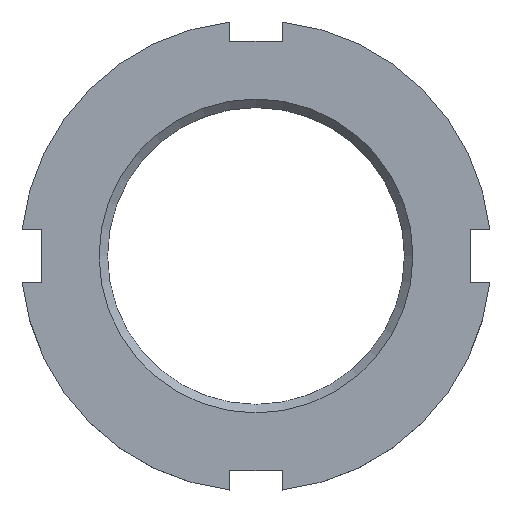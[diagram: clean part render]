
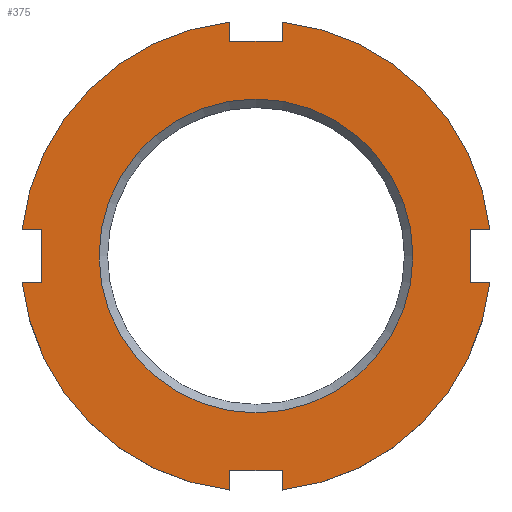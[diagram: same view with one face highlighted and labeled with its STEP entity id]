
A CAD part, top view. The second image highlights one B-rep face of the part: STEP entity #375.
In plain terms, the highlighted planar face has unit normal (0, 0, 1).
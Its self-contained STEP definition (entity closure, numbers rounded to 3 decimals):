
#40=LINE('',#549,#68);
#41=LINE('',#552,#69);
#42=LINE('',#556,#70);
#43=LINE('',#558,#71);
#44=LINE('',#560,#72);
#45=LINE('',#564,#73);
#46=LINE('',#566,#74);
#47=LINE('',#568,#75);
#48=LINE('',#572,#76);
#49=LINE('',#574,#77);
#50=LINE('',#576,#78);
#51=LINE('',#580,#79);
#68=VECTOR('',#451,1000.);
#69=VECTOR('',#452,1000.);
#70=VECTOR('',#455,1000.);
#71=VECTOR('',#456,1000.);
#72=VECTOR('',#457,1000.);
#73=VECTOR('',#460,1000.);
#74=VECTOR('',#461,1000.);
#75=VECTOR('',#462,1000.);
#76=VECTOR('',#465,1000.);
#77=VECTOR('',#466,1000.);
#78=VECTOR('',#467,1000.);
#79=VECTOR('',#470,1000.);
#96=ORIENTED_EDGE('',*,*,#202,.T.);
#97=ORIENTED_EDGE('',*,*,#203,.T.);
#98=ORIENTED_EDGE('',*,*,#204,.T.);
#99=ORIENTED_EDGE('',*,*,#205,.F.);
#100=ORIENTED_EDGE('',*,*,#206,.T.);
#101=ORIENTED_EDGE('',*,*,#207,.T.);
#102=ORIENTED_EDGE('',*,*,#208,.T.);
#103=ORIENTED_EDGE('',*,*,#209,.F.);
#104=ORIENTED_EDGE('',*,*,#210,.T.);
#105=ORIENTED_EDGE('',*,*,#211,.T.);
#106=ORIENTED_EDGE('',*,*,#212,.T.);
#107=ORIENTED_EDGE('',*,*,#213,.F.);
#108=ORIENTED_EDGE('',*,*,#214,.T.);
#109=ORIENTED_EDGE('',*,*,#215,.T.);
#110=ORIENTED_EDGE('',*,*,#216,.T.);
#111=ORIENTED_EDGE('',*,*,#217,.F.);
#112=ORIENTED_EDGE('',*,*,#218,.T.);
#202=EDGE_CURVE('',#255,#255,#292,.T.);
#203=EDGE_CURVE('',#256,#257,#40,.T.);
#204=EDGE_CURVE('',#257,#258,#41,.T.);
#205=EDGE_CURVE('',#259,#258,#293,.T.);
#206=EDGE_CURVE('',#259,#260,#42,.T.);
#207=EDGE_CURVE('',#260,#261,#43,.T.);
#208=EDGE_CURVE('',#261,#262,#44,.T.);
#209=EDGE_CURVE('',#263,#262,#294,.T.);
#210=EDGE_CURVE('',#263,#264,#45,.T.);
#211=EDGE_CURVE('',#264,#265,#46,.T.);
#212=EDGE_CURVE('',#265,#266,#47,.T.);
#213=EDGE_CURVE('',#267,#266,#295,.T.);
#214=EDGE_CURVE('',#267,#268,#48,.T.);
#215=EDGE_CURVE('',#268,#269,#49,.T.);
#216=EDGE_CURVE('',#269,#270,#50,.T.);
#217=EDGE_CURVE('',#271,#270,#296,.T.);
#218=EDGE_CURVE('',#271,#256,#51,.T.);
#255=VERTEX_POINT('',#548);
#256=VERTEX_POINT('',#550);
#257=VERTEX_POINT('',#551);
#258=VERTEX_POINT('',#553);
#259=VERTEX_POINT('',#555);
#260=VERTEX_POINT('',#557);
#261=VERTEX_POINT('',#559);
#262=VERTEX_POINT('',#561);
#263=VERTEX_POINT('',#563);
#264=VERTEX_POINT('',#565);
#265=VERTEX_POINT('',#567);
#266=VERTEX_POINT('',#569);
#267=VERTEX_POINT('',#571);
#268=VERTEX_POINT('',#573);
#269=VERTEX_POINT('',#575);
#270=VERTEX_POINT('',#577);
#271=VERTEX_POINT('',#579);
#292=CIRCLE('',#411,15.);
#293=CIRCLE('',#412,22.5);
#294=CIRCLE('',#413,22.5);
#295=CIRCLE('',#414,22.5);
#296=CIRCLE('',#415,22.5);
#305=EDGE_LOOP('',(#96));
#306=EDGE_LOOP('',(#97,#98,#99,#100,#101,#102,#103,#104,#105,#106,#107,
#108,#109,#110,#111,#112));
#333=FACE_BOUND('',#305,.T.);
#334=FACE_BOUND('',#306,.T.);
#361=PLANE('',#410);
#375=ADVANCED_FACE('',(#333,#334),#361,.T.);
#410=AXIS2_PLACEMENT_3D('',#546,#447,#448);
#411=AXIS2_PLACEMENT_3D('',#547,#449,#450);
#412=AXIS2_PLACEMENT_3D('',#554,#453,#454);
#413=AXIS2_PLACEMENT_3D('',#562,#458,#459);
#414=AXIS2_PLACEMENT_3D('',#570,#463,#464);
#415=AXIS2_PLACEMENT_3D('',#578,#468,#469);
#447=DIRECTION('',(0.,0.,1.));
#448=DIRECTION('',(1.,0.,0.));
#449=DIRECTION('',(0.,0.,-1.));
#450=DIRECTION('',(-1.,0.,0.));
#451=DIRECTION('',(0.,-1.,0.));
#452=DIRECTION('',(-1.,0.,0.));
#453=DIRECTION('',(0.,0.,-1.));
#454=DIRECTION('',(-1.,0.,0.));
#455=DIRECTION('',(0.,1.,0.));
#456=DIRECTION('',(1.,0.,0.));
#457=DIRECTION('',(0.,-1.,0.));
#458=DIRECTION('',(0.,0.,-1.));
#459=DIRECTION('',(-1.,0.,0.));
#460=DIRECTION('',(-1.,0.,0.));
#461=DIRECTION('',(0.,1.,0.));
#462=DIRECTION('',(1.,0.,0.));
#463=DIRECTION('',(0.,0.,-1.));
#464=DIRECTION('',(-1.,0.,0.));
#465=DIRECTION('',(0.,-1.,0.));
#466=DIRECTION('',(-1.,0.,0.));
#467=DIRECTION('',(0.,1.,0.));
#468=DIRECTION('',(0.,0.,-1.));
#469=DIRECTION('',(-1.,0.,0.));
#470=DIRECTION('',(1.,0.,0.));
#546=CARTESIAN_POINT('',(0.,22.5,0.));
#547=CARTESIAN_POINT('',(0.,0.,0.));
#548=CARTESIAN_POINT('',(-15.,0.,0.));
#549=CARTESIAN_POINT('',(-20.5,2.5,0.));
#550=CARTESIAN_POINT('',(-20.5,2.5,0.));
#551=CARTESIAN_POINT('',(-20.5,-2.5,0.));
#552=CARTESIAN_POINT('',(-20.5,-2.5,0.));
#553=CARTESIAN_POINT('',(-22.361,-2.5,0.));
#554=CARTESIAN_POINT('',(0.,0.,0.));
#555=CARTESIAN_POINT('',(-2.5,-22.361,0.));
#556=CARTESIAN_POINT('',(-2.5,-34.525,0.));
#557=CARTESIAN_POINT('',(-2.5,-20.5,0.));
#558=CARTESIAN_POINT('',(-2.5,-20.5,0.));
#559=CARTESIAN_POINT('',(2.5,-20.5,0.));
#560=CARTESIAN_POINT('',(2.5,-20.5,0.));
#561=CARTESIAN_POINT('',(2.5,-22.361,0.));
#562=CARTESIAN_POINT('',(0.,0.,0.));
#563=CARTESIAN_POINT('',(22.361,-2.5,0.));
#564=CARTESIAN_POINT('',(34.525,-2.5,0.));
#565=CARTESIAN_POINT('',(20.5,-2.5,0.));
#566=CARTESIAN_POINT('',(20.5,-2.5,0.));
#567=CARTESIAN_POINT('',(20.5,2.5,0.));
#568=CARTESIAN_POINT('',(20.5,2.5,0.));
#569=CARTESIAN_POINT('',(22.361,2.5,0.));
#570=CARTESIAN_POINT('',(0.,0.,0.));
#571=CARTESIAN_POINT('',(2.5,22.361,0.));
#572=CARTESIAN_POINT('',(2.5,34.525,0.));
#573=CARTESIAN_POINT('',(2.5,20.5,0.));
#574=CARTESIAN_POINT('',(2.5,20.5,0.));
#575=CARTESIAN_POINT('',(-2.5,20.5,0.));
#576=CARTESIAN_POINT('',(-2.5,20.5,0.));
#577=CARTESIAN_POINT('',(-2.5,22.361,0.));
#578=CARTESIAN_POINT('',(0.,0.,0.));
#579=CARTESIAN_POINT('',(-22.361,2.5,0.));
#580=CARTESIAN_POINT('',(-34.525,2.5,0.));
